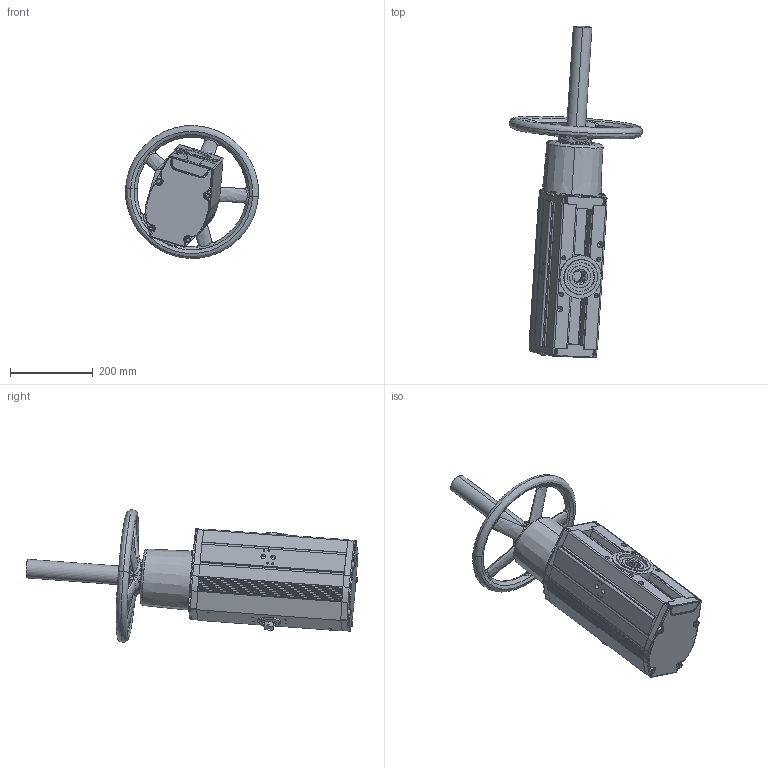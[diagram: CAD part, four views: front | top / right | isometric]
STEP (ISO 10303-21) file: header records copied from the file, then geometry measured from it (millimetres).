
FILE_DESCRIPTION (( 'STEP AP203' ), '1' );
FILE_NAME ('Remote_Control_AB_RC265_DAM_B.STEP', '2018-08-16T08:13:44', ( '' ), ( '' ), 'SwSTEP 2.0', 'SolidWorks 2018', '' );
FILE_SCHEMA (( 'CONFIG_CONTROL_DESIGN' ));
Products named in the file (1): Remote_Control_AB_RC265_DAM_B
Bounding box: 320.7 x 802.22 x 320.43 mm (x, y, z)
Volume: 13502575.5 mm3; surface area: 540165.8 mm2
Topology: 1 solids, 1 shells, 712 faces, 1997 edges, 1300 vertices
Faces by surface type: cylinder 252, plane 243, cone 84, bspline 83, torus 44, sphere 6
Entity records: 44256 total; most frequent: CARTESIAN_POINT 27139, ORIENTED_EDGE 3946, DIRECTION 3067, EDGE_CURVE 1973, VERTEX_POINT 1297, AXIS2_PLACEMENT_3D 1117, VECTOR 833, LINE 833
